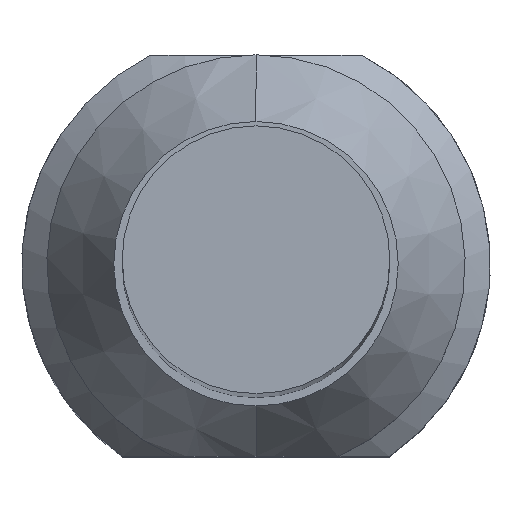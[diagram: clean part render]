
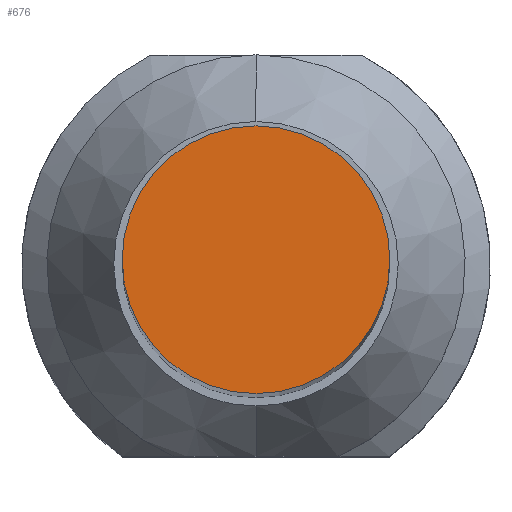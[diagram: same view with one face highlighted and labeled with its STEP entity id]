
A CAD part, top view. The second image highlights one B-rep face of the part: STEP entity #676.
In plain terms, the highlighted planar face has unit normal (0, 0, 1).
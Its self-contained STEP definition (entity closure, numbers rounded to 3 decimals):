
#676=ADVANCED_FACE('NONE',(#1871),#1872,.F.);
#964=VERTEX_POINT('NONE',#2185);
#1122=EDGE_CURVE('NONE',#1712,#964,#2364,.T.);
#1444=EDGE_CURVE('NONE',#964,#1712,#2720,.T.);
#1712=VERTEX_POINT('NONE',#3026);
#1871=FACE_OUTER_BOUND('',#3220,.T.);
#1872=PLANE('',#3221);
#2185=CARTESIAN_POINT('',(0.0,8.0,173.0));
#2364=CIRCLE('',#4106,8.0);
#2720=CIRCLE('',#4659,8.0);
#3026=CARTESIAN_POINT('',(0.,-8.0,173.0));
#3220=EDGE_LOOP('',(#5371,#5372));
#3221=AXIS2_PLACEMENT_3D('',#5373,#5374,#5375);
#4106=AXIS2_PLACEMENT_3D('',#5900,#5901,#5902);
#4659=AXIS2_PLACEMENT_3D('',#6304,#6305,#6306);
#5371=ORIENTED_EDGE('',*,*,#1444,.T.);
#5372=ORIENTED_EDGE('',*,*,#1122,.T.);
#5373=CARTESIAN_POINT('',(-8.0,0.0,173.0));
#5374=DIRECTION('',(0.0,0.0,-1.0));
#5375=DIRECTION('',(-1.0,0.0,0.0));
#5900=CARTESIAN_POINT('',(0.0,0.0,173.0));
#5901=DIRECTION('',(0.0,-0.0,1.0));
#5902=DIRECTION('',(0.0,1.0,0.0));
#6304=CARTESIAN_POINT('',(0.0,0.0,173.0));
#6305=DIRECTION('',(0.0,-0.0,1.0));
#6306=DIRECTION('',(0.0,1.0,0.0));
